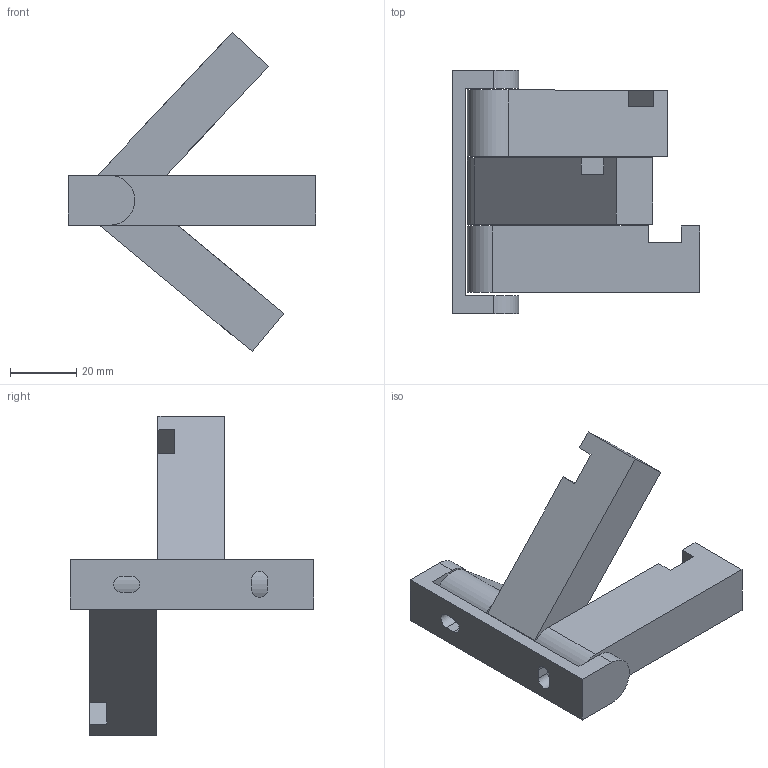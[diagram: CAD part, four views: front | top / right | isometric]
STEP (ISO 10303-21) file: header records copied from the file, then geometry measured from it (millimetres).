
FILE_DESCRIPTION (( 'STEP AP214' ), '1' );
FILE_NAME ('F002643,F002644_3D.step', '2022-07-07T08:07:48', ( '' ), ( '' ), 'SwSTEP 2.0', 'SolidWorks 2020', '' );
FILE_SCHEMA (( 'AUTOMOTIVE_DESIGN' ));
Length unit declared in the file: millimetre
Products named in the file (1): F002643,F002644_3D
Bounding box: 74.5 x 73.5 x 96.22 mm (x, y, z)
Volume: 65825.9 mm3; surface area: 20215.1 mm2
Topology: 4 solids, 4 shells, 49 faces, 123 edges, 82 vertices
Faces by surface type: plane 39, cylinder 10
Entity records: 2065 total; most frequent: CARTESIAN_POINT 255, ORIENTED_EDGE 246, DIRECTION 243, EDGE_CURVE 123, LINE 103, VECTOR 103, VERTEX_POINT 82, AXIS2_PLACEMENT_3D 70
